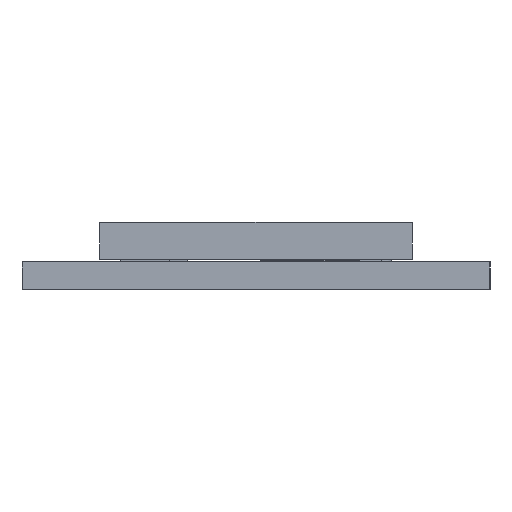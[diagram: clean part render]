
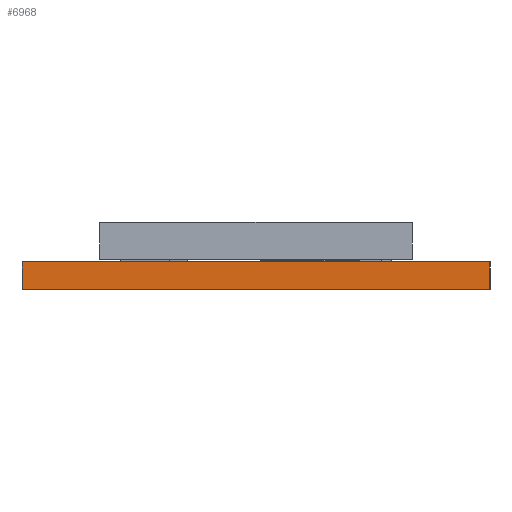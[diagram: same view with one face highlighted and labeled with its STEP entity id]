
A CAD part, left-side view. The second image highlights one B-rep face of the part: STEP entity #6968.
In plain terms, the highlighted planar face has unit normal (-1, 0, 0).
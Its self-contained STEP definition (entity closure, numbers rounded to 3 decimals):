
#215 = PLANE('',#216);
#216 = AXIS2_PLACEMENT_3D('',#217,#218,#219);
#217 = CARTESIAN_POINT('',(22.,19.,1.123));
#218 = DIRECTION('',(0.,0.,-1.));
#219 = DIRECTION('',(-1.,0.,0.));
#269 = PLANE('',#270);
#270 = AXIS2_PLACEMENT_3D('',#271,#272,#273);
#271 = CARTESIAN_POINT('',(22.,19.,0.));
#272 = DIRECTION('',(0.,0.,-1.));
#273 = DIRECTION('',(-1.,0.,0.));
#6860 = PLANE('',#6861);
#6861 = AXIS2_PLACEMENT_3D('',#6862,#6863,#6864);
#6862 = CARTESIAN_POINT('',(1.634,19.,0.));
#6863 = DIRECTION('',(0.,-1.,0.));
#6864 = DIRECTION('',(-1.,0.,0.));
#6898 = VERTEX_POINT('',#6899);
#6899 = CARTESIAN_POINT('',(0.,19.,1.123));
#6920 = EDGE_CURVE('',#6921,#6898,#6923,.T.);
#6921 = VERTEX_POINT('',#6922);
#6922 = CARTESIAN_POINT('',(0.,19.,0.));
#6923 = SURFACE_CURVE('',#6924,(#6928,#6935),.PCURVE_S1.);
#6924 = LINE('',#6925,#6926);
#6925 = CARTESIAN_POINT('',(0.,19.,0.));
#6926 = VECTOR('',#6927,1.);
#6927 = DIRECTION('',(0.,0.,1.));
#6928 = PCURVE('',#6860,#6929);
#6929 = DEFINITIONAL_REPRESENTATION('',(#6930),#6934);
#6930 = LINE('',#6931,#6932);
#6931 = CARTESIAN_POINT('',(1.634,0.));
#6932 = VECTOR('',#6933,1.);
#6933 = DIRECTION('',(0.,-1.));
#6934 = ( GEOMETRIC_REPRESENTATION_CONTEXT(2) 
PARAMETRIC_REPRESENTATION_CONTEXT() REPRESENTATION_CONTEXT('2D SPACE',''
  ) );
#6935 = PCURVE('',#6936,#6941);
#6936 = PLANE('',#6937);
#6937 = AXIS2_PLACEMENT_3D('',#6938,#6939,#6940);
#6938 = CARTESIAN_POINT('',(0.,19.,0.));
#6939 = DIRECTION('',(1.,0.,0.));
#6940 = DIRECTION('',(0.,-1.,0.));
#6941 = DEFINITIONAL_REPRESENTATION('',(#6942),#6946);
#6942 = LINE('',#6943,#6944);
#6943 = CARTESIAN_POINT('',(0.,0.));
#6944 = VECTOR('',#6945,1.);
#6945 = DIRECTION('',(0.,-1.));
#6946 = ( GEOMETRIC_REPRESENTATION_CONTEXT(2) 
PARAMETRIC_REPRESENTATION_CONTEXT() REPRESENTATION_CONTEXT('2D SPACE',''
  ) );
#6968 = ADVANCED_FACE('',(#6969),#6936,.F.);
#6969 = FACE_BOUND('',#6970,.F.);
#6970 = EDGE_LOOP('',(#6971,#6972,#6995,#7023));
#6971 = ORIENTED_EDGE('',*,*,#6920,.T.);
#6972 = ORIENTED_EDGE('',*,*,#6973,.T.);
#6973 = EDGE_CURVE('',#6898,#6974,#6976,.T.);
#6974 = VERTEX_POINT('',#6975);
#6975 = CARTESIAN_POINT('',(0.,0.,1.123));
#6976 = SURFACE_CURVE('',#6977,(#6981,#6988),.PCURVE_S1.);
#6977 = LINE('',#6978,#6979);
#6978 = CARTESIAN_POINT('',(0.,19.,1.123));
#6979 = VECTOR('',#6980,1.);
#6980 = DIRECTION('',(0.,-1.,0.));
#6981 = PCURVE('',#6936,#6982);
#6982 = DEFINITIONAL_REPRESENTATION('',(#6983),#6987);
#6983 = LINE('',#6984,#6985);
#6984 = CARTESIAN_POINT('',(0.,-1.123));
#6985 = VECTOR('',#6986,1.);
#6986 = DIRECTION('',(1.,0.));
#6987 = ( GEOMETRIC_REPRESENTATION_CONTEXT(2) 
PARAMETRIC_REPRESENTATION_CONTEXT() REPRESENTATION_CONTEXT('2D SPACE',''
  ) );
#6988 = PCURVE('',#215,#6989);
#6989 = DEFINITIONAL_REPRESENTATION('',(#6990),#6994);
#6990 = LINE('',#6991,#6992);
#6991 = CARTESIAN_POINT('',(22.,0.));
#6992 = VECTOR('',#6993,1.);
#6993 = DIRECTION('',(0.,-1.));
#6994 = ( GEOMETRIC_REPRESENTATION_CONTEXT(2) 
PARAMETRIC_REPRESENTATION_CONTEXT() REPRESENTATION_CONTEXT('2D SPACE',''
  ) );
#6995 = ORIENTED_EDGE('',*,*,#6996,.F.);
#6996 = EDGE_CURVE('',#6997,#6974,#6999,.T.);
#6997 = VERTEX_POINT('',#6998);
#6998 = CARTESIAN_POINT('',(0.,0.,0.));
#6999 = SURFACE_CURVE('',#7000,(#7004,#7011),.PCURVE_S1.);
#7000 = LINE('',#7001,#7002);
#7001 = CARTESIAN_POINT('',(0.,0.,0.));
#7002 = VECTOR('',#7003,1.);
#7003 = DIRECTION('',(0.,0.,1.));
#7004 = PCURVE('',#6936,#7005);
#7005 = DEFINITIONAL_REPRESENTATION('',(#7006),#7010);
#7006 = LINE('',#7007,#7008);
#7007 = CARTESIAN_POINT('',(19.,0.));
#7008 = VECTOR('',#7009,1.);
#7009 = DIRECTION('',(0.,-1.));
#7010 = ( GEOMETRIC_REPRESENTATION_CONTEXT(2) 
PARAMETRIC_REPRESENTATION_CONTEXT() REPRESENTATION_CONTEXT('2D SPACE',''
  ) );
#7011 = PCURVE('',#7012,#7017);
#7012 = PLANE('',#7013);
#7013 = AXIS2_PLACEMENT_3D('',#7014,#7015,#7016);
#7014 = CARTESIAN_POINT('',(0.,0.,0.));
#7015 = DIRECTION('',(0.,1.,0.));
#7016 = DIRECTION('',(1.,0.,0.));
#7017 = DEFINITIONAL_REPRESENTATION('',(#7018),#7022);
#7018 = LINE('',#7019,#7020);
#7019 = CARTESIAN_POINT('',(0.,0.));
#7020 = VECTOR('',#7021,1.);
#7021 = DIRECTION('',(0.,-1.));
#7022 = ( GEOMETRIC_REPRESENTATION_CONTEXT(2) 
PARAMETRIC_REPRESENTATION_CONTEXT() REPRESENTATION_CONTEXT('2D SPACE',''
  ) );
#7023 = ORIENTED_EDGE('',*,*,#7024,.F.);
#7024 = EDGE_CURVE('',#6921,#6997,#7025,.T.);
#7025 = SURFACE_CURVE('',#7026,(#7030,#7037),.PCURVE_S1.);
#7026 = LINE('',#7027,#7028);
#7027 = CARTESIAN_POINT('',(0.,19.,0.));
#7028 = VECTOR('',#7029,1.);
#7029 = DIRECTION('',(0.,-1.,0.));
#7030 = PCURVE('',#6936,#7031);
#7031 = DEFINITIONAL_REPRESENTATION('',(#7032),#7036);
#7032 = LINE('',#7033,#7034);
#7033 = CARTESIAN_POINT('',(0.,0.));
#7034 = VECTOR('',#7035,1.);
#7035 = DIRECTION('',(1.,0.));
#7036 = ( GEOMETRIC_REPRESENTATION_CONTEXT(2) 
PARAMETRIC_REPRESENTATION_CONTEXT() REPRESENTATION_CONTEXT('2D SPACE',''
  ) );
#7037 = PCURVE('',#269,#7038);
#7038 = DEFINITIONAL_REPRESENTATION('',(#7039),#7043);
#7039 = LINE('',#7040,#7041);
#7040 = CARTESIAN_POINT('',(22.,0.));
#7041 = VECTOR('',#7042,1.);
#7042 = DIRECTION('',(0.,-1.));
#7043 = ( GEOMETRIC_REPRESENTATION_CONTEXT(2) 
PARAMETRIC_REPRESENTATION_CONTEXT() REPRESENTATION_CONTEXT('2D SPACE',''
  ) );
